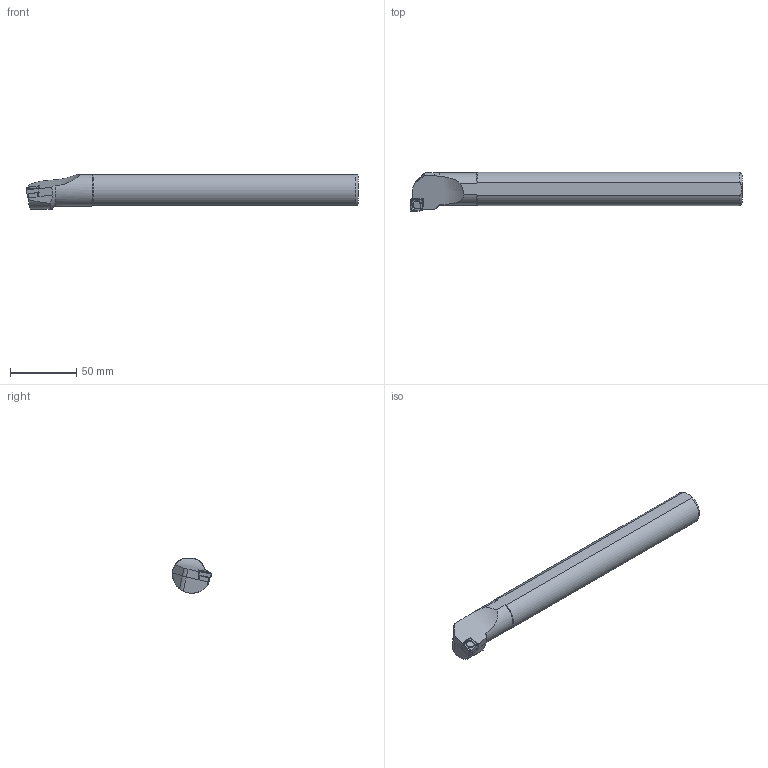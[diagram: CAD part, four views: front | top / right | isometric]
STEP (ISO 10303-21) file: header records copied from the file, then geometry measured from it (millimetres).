
FILE_DESCRIPTION(/* description */ (''),/* implementation_level */ '2;1');
FILE_NAME(/* name */ 'S25S-PCLNR-09.stp',/* time_stamp */ '2023-10-23T10:52:40+03:00',/* author */ (''),/* organization */ (''),/* preprocessor_version */ 'ST-DEVELOPER v19.4',/* originating_system */ 'SIEMENS PLM Software NX2306.3001',/* authorisation */ '');
FILE_SCHEMA (('AUTOMOTIVE_DESIGN { 1 0 10303 214 3 1 1 1 }'));
Length unit declared in the file: millimetre
Products named in the file (1): S25S-PCLNR-09
Bounding box: 250 x 29.5 x 25.99 mm (x, y, z)
Volume: 115305.1 mm3; surface area: 20356.8 mm2
Topology: 2 solids, 2 shells, 104 faces, 266 edges, 166 vertices
Faces by surface type: plane 61, cone 23, cylinder 18, torus 1, bspline 1
Entity records: 3840 total; most frequent: CARTESIAN_POINT 888, ORIENTED_EDGE 512, DIRECTION 501, EDGE_CURVE 256, AXIS2_PLACEMENT_3D 173, VERTEX_POINT 165, LINE 155, VECTOR 155
